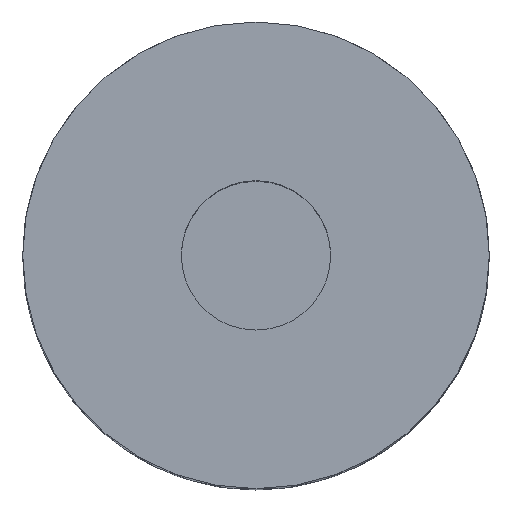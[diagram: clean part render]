
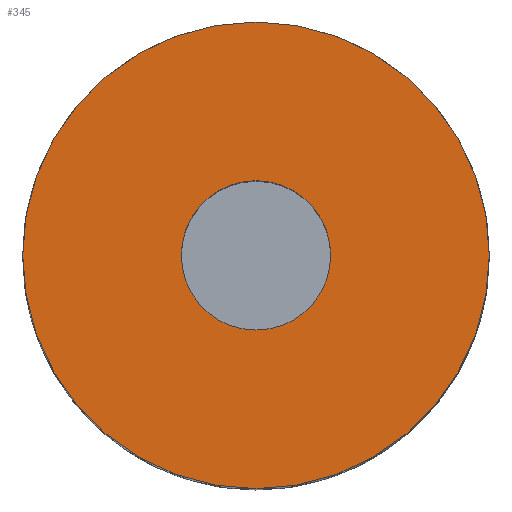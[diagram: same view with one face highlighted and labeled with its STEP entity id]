
A CAD part, top view. The second image highlights one B-rep face of the part: STEP entity #345.
In plain terms, the highlighted planar face has unit normal (0, 0, 1).
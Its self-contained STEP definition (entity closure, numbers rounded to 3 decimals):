
#2 = EDGE_CURVE ( 'NONE', #856, #675, #619, .T. ) ;
#39 = VERTEX_POINT ( 'NONE', #272 ) ;
#48 = CARTESIAN_POINT ( 'NONE',  ( 0., 0., 80. ) ) ;
#62 = DIRECTION ( 'NONE',  ( 1., 0., 0. ) ) ;
#66 = ORIENTED_EDGE ( 'NONE', *, *, #512, .T. ) ;
#73 = EDGE_CURVE ( 'NONE', #158, #39, #286, .T. ) ;
#99 = CARTESIAN_POINT ( 'NONE',  ( 8., 0., 80. ) ) ;
#109 = DIRECTION ( 'NONE',  ( 0., 0., 1. ) ) ;
#158 = VERTEX_POINT ( 'NONE', #519 ) ;
#195 = DIRECTION ( 'NONE',  ( 1., 0., 0. ) ) ;
#246 = PLANE ( 'NONE',  #819 ) ;
#251 = CARTESIAN_POINT ( 'NONE',  ( 25., 0., 80. ) ) ;
#272 = CARTESIAN_POINT ( 'NONE',  ( -25., 0., 80. ) ) ;
#286 = CIRCLE ( 'NONE', #319, 25. ) ;
#309 = EDGE_CURVE ( 'NONE', #675, #856, #488, .T. ) ;
#319 = AXIS2_PLACEMENT_3D ( 'NONE', #661, #434, #587 ) ;
#322 = AXIS2_PLACEMENT_3D ( 'NONE', #798, #862, #508 ) ;
#337 = AXIS2_PLACEMENT_3D ( 'NONE', #868, #779, #62 ) ;
#345 = ADVANCED_FACE ( 'NONE', ( #905, #694 ), #246, .F. ) ;
#361 = ORIENTED_EDGE ( 'NONE', *, *, #2, .F. ) ;
#413 = EDGE_LOOP ( 'NONE', ( #693, #361 ) ) ;
#434 = DIRECTION ( 'NONE',  ( 0., 0., 1. ) ) ;
#452 = EDGE_LOOP ( 'NONE', ( #523, #66 ) ) ;
#488 = CIRCLE ( 'NONE', #605, 8. ) ;
#508 = DIRECTION ( 'NONE',  ( 1., 0., 0. ) ) ;
#512 = EDGE_CURVE ( 'NONE', #39, #158, #730, .T. ) ;
#519 = CARTESIAN_POINT ( 'NONE',  ( 25., 0., 80. ) ) ;
#523 = ORIENTED_EDGE ( 'NONE', *, *, #73, .T. ) ;
#587 = DIRECTION ( 'NONE',  ( 1., 0., 0. ) ) ;
#605 = AXIS2_PLACEMENT_3D ( 'NONE', #48, #109, #195 ) ;
#614 = DIRECTION ( 'NONE',  ( 0., 0., -1. ) ) ;
#617 = DIRECTION ( 'NONE',  ( -1., 0., 0. ) ) ;
#619 = CIRCLE ( 'NONE', #337, 8. ) ;
#661 = CARTESIAN_POINT ( 'NONE',  ( 0., 0., 80. ) ) ;
#675 = VERTEX_POINT ( 'NONE', #99 ) ;
#693 = ORIENTED_EDGE ( 'NONE', *, *, #309, .F. ) ;
#694 = FACE_OUTER_BOUND ( 'NONE', #452, .T. ) ;
#730 = CIRCLE ( 'NONE', #322, 25. ) ;
#762 = CARTESIAN_POINT ( 'NONE',  ( -8., 0., 80. ) ) ;
#779 = DIRECTION ( 'NONE',  ( 0., 0., 1. ) ) ;
#798 = CARTESIAN_POINT ( 'NONE',  ( 0., 0., 80. ) ) ;
#819 = AXIS2_PLACEMENT_3D ( 'NONE', #251, #614, #617 ) ;
#856 = VERTEX_POINT ( 'NONE', #762 ) ;
#862 = DIRECTION ( 'NONE',  ( 0., 0., 1. ) ) ;
#868 = CARTESIAN_POINT ( 'NONE',  ( 0., 0., 80. ) ) ;
#905 = FACE_BOUND ( 'NONE', #413, .T. ) ;
